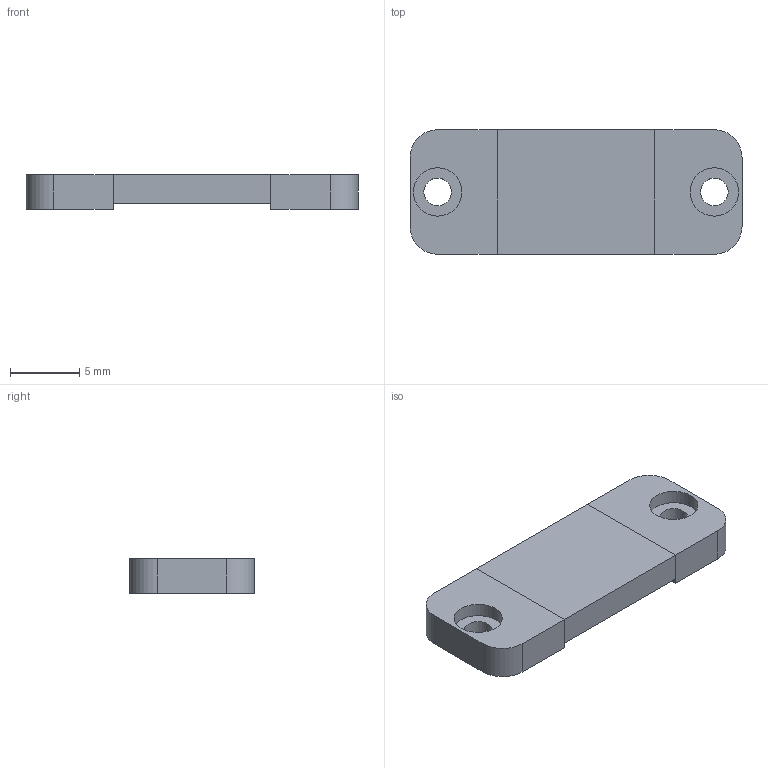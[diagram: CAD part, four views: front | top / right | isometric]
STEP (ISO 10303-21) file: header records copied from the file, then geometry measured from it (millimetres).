
FILE_DESCRIPTION(/* description */ (''),/* implementation_level */ '2;1');
FILE_NAME(/* name */ 'HeadRollNoseClip_20250922.step',/* time_stamp */ '2025-09-22T16:33:01+01:00',/* author */ (''),/* organization */ (''),/* preprocessor_version */ 'ST-DEVELOPER v20.1',/* originating_system */ 'Autodesk Translation Framework v14.17.0.0',/* authorisation */ '');
FILE_SCHEMA (('AUTOMOTIVE_DESIGN { 1 0 10303 214 3 1 1 }'));
Length unit declared in the file: millimetre
Products named in the file (1): HeadRollNoseClipV21_4mm
Bounding box: 24 x 9 x 2.5 mm (x, y, z)
Volume: 461.7 mm3; surface area: 749.5 mm2
Topology: 5 solids, 5 shells, 32 faces, 66 edges, 44 vertices
Faces by surface type: plane 22, cylinder 10
Full cylindrical faces by diameter (mm): 2 x2, 3.5 x4
Entity records: 895 total; most frequent: DIRECTION 152, CARTESIAN_POINT 143, ORIENTED_EDGE 132, EDGE_CURVE 66, AXIS2_PLACEMENT_3D 53, LINE 46, VECTOR 46, VERTEX_POINT 44
